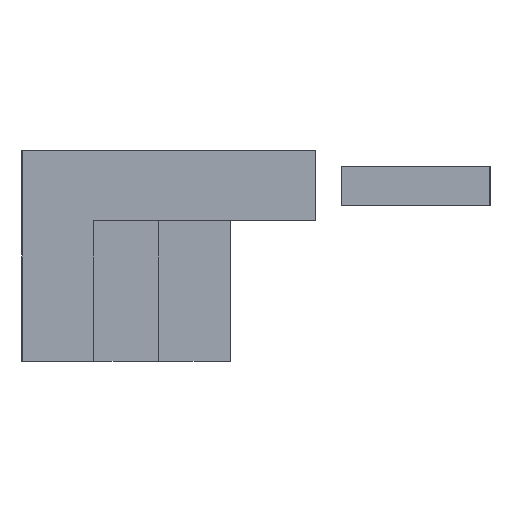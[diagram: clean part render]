
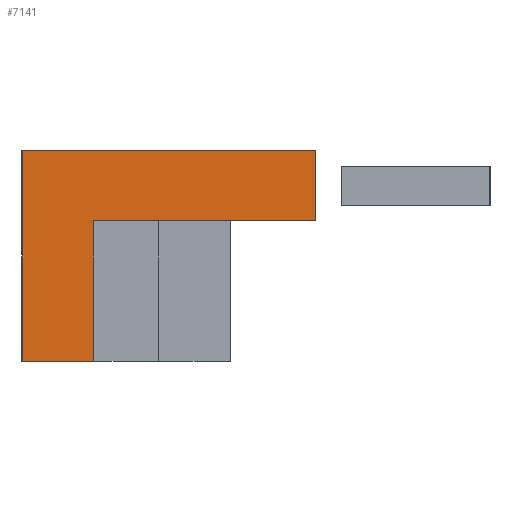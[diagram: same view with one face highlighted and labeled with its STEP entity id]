
A CAD part, left-side view. The second image highlights one B-rep face of the part: STEP entity #7141.
In plain terms, the highlighted planar face has unit normal (-1, 0, 0).
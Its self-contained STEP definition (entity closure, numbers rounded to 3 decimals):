
#4910=CARTESIAN_POINT('',(0.0,0.,95.8));
#4911=VERTEX_POINT('',#4910);
#4918=CARTESIAN_POINT('',(0.,4.2,95.8));
#4919=VERTEX_POINT('',#4918);
#4920=CARTESIAN_POINT('',(0.,0.,95.8));
#4921=DIRECTION('',(0.0,1.0,0.0));
#4922=VECTOR('',#4921,4.2);
#4923=LINE('',#4920,#4922);
#4924=EDGE_CURVE('',#4911,#4919,#4923,.T.);
#5012=CARTESIAN_POINT('',(0.,0.,104.));
#5013=VERTEX_POINT('',#5012);
#5014=CARTESIAN_POINT('',(0.,0.,104.));
#5015=DIRECTION('',(0.0,0.0,-1.0));
#5016=VECTOR('',#5015,8.2);
#5017=LINE('',#5014,#5016);
#5018=EDGE_CURVE('',#5013,#4911,#5017,.T.);
#7085=CARTESIAN_POINT('',(0.,-13.,108.1));
#7086=VERTEX_POINT('',#7085);
#7093=CARTESIAN_POINT('',(0.,-13.,104.));
#7094=VERTEX_POINT('',#7093);
#7095=CARTESIAN_POINT('',(0.,-13.,104.));
#7096=DIRECTION('',(0.0,0.0,1.0));
#7097=VECTOR('',#7096,4.1);
#7098=LINE('',#7095,#7097);
#7099=EDGE_CURVE('',#7094,#7086,#7098,.T.);
#7111=CARTESIAN_POINT('',(0.,-13.,104.));
#7112=DIRECTION('',(-1.0,0.0,0.0));
#7113=DIRECTION('',(0.0,0.0,1.0));
#7114=AXIS2_PLACEMENT_3D('',#7111,#7112,#7113);
#7115=PLANE('',#7114);
#7116=CARTESIAN_POINT('',(0.,4.2,108.1));
#7117=VERTEX_POINT('',#7116);
#7118=CARTESIAN_POINT('',(0.,-13.,108.1));
#7119=DIRECTION('',(0.0,1.0,0.0));
#7120=VECTOR('',#7119,17.2);
#7121=LINE('',#7118,#7120);
#7122=EDGE_CURVE('',#7086,#7117,#7121,.T.);
#7123=ORIENTED_EDGE('',*,*,#7122,.T.);
#7124=CARTESIAN_POINT('',(0.,4.2,95.8));
#7125=DIRECTION('',(0.0,0.0,1.0));
#7126=VECTOR('',#7125,12.3);
#7127=LINE('',#7124,#7126);
#7128=EDGE_CURVE('',#4919,#7117,#7127,.T.);
#7129=ORIENTED_EDGE('',*,*,#7128,.F.);
#7130=ORIENTED_EDGE('',*,*,#4924,.F.);
#7131=ORIENTED_EDGE('',*,*,#5018,.F.);
#7132=CARTESIAN_POINT('',(0.,0.,104.));
#7133=DIRECTION('',(0.0,-1.0,0.0));
#7134=VECTOR('',#7133,13.);
#7135=LINE('',#7132,#7134);
#7136=EDGE_CURVE('',#5013,#7094,#7135,.T.);
#7137=ORIENTED_EDGE('',*,*,#7136,.T.);
#7138=ORIENTED_EDGE('',*,*,#7099,.T.);
#7139=EDGE_LOOP('',(#7123,#7129,#7130,#7131,#7137,#7138));
#7140=FACE_OUTER_BOUND('',#7139,.T.);
#7141=ADVANCED_FACE('',(#7140),#7115,.T.);
